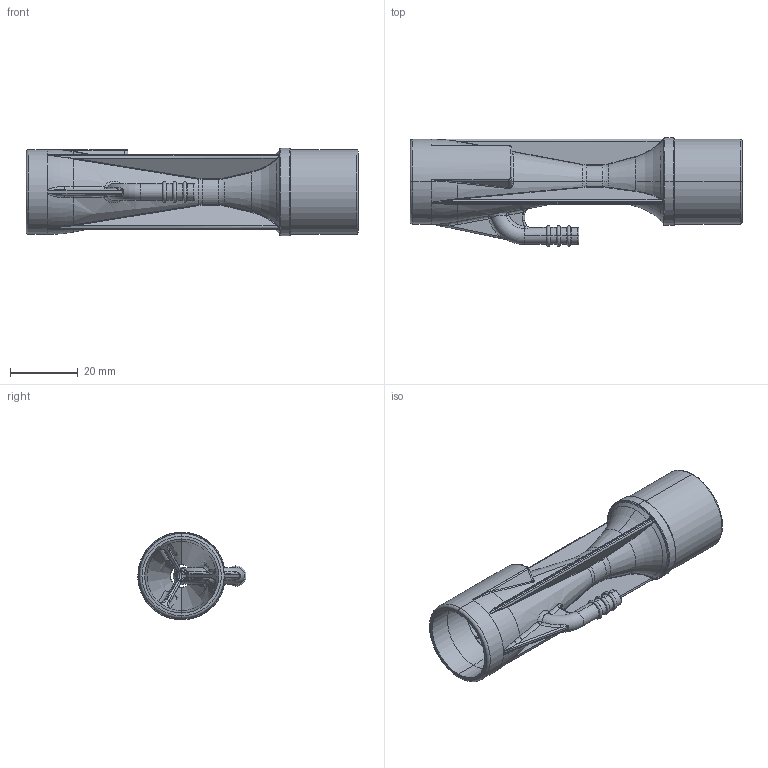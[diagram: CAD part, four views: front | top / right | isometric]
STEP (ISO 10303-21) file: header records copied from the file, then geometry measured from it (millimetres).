
FILE_DESCRIPTION (( 'STEP AP203' ), '1' );
FILE_NAME ('Venturi Nozzle revision 2 B=0,3.STEP', '2020-03-18T18:08:27', ( '' ), ( '' ), 'SwSTEP 2.0', 'SolidWorks 2018', '' );
FILE_SCHEMA (( 'CONFIG_CONTROL_DESIGN' ));
Length unit declared in the file: millimetre
Products named in the file (1): Venturi Nozzle revision 2 B=0,3
Bounding box: 97.77 x 31.9 x 25.8 mm (x, y, z)
Volume: 13247 mm3; surface area: 14359.6 mm2
Topology: 1 solids, 1 shells, 476 faces, 1167 edges, 658 vertices
Faces by surface type: bspline 221, torus 112, cylinder 74, plane 41, cone 20, sphere 8
Entity records: 20894 total; most frequent: CARTESIAN_POINT 11338, ORIENTED_EDGE 2270, DIRECTION 1652, EDGE_CURVE 1135, AXIS2_PLACEMENT_3D 739, VERTEX_POINT 656, CIRCLE 483, EDGE_LOOP 479
